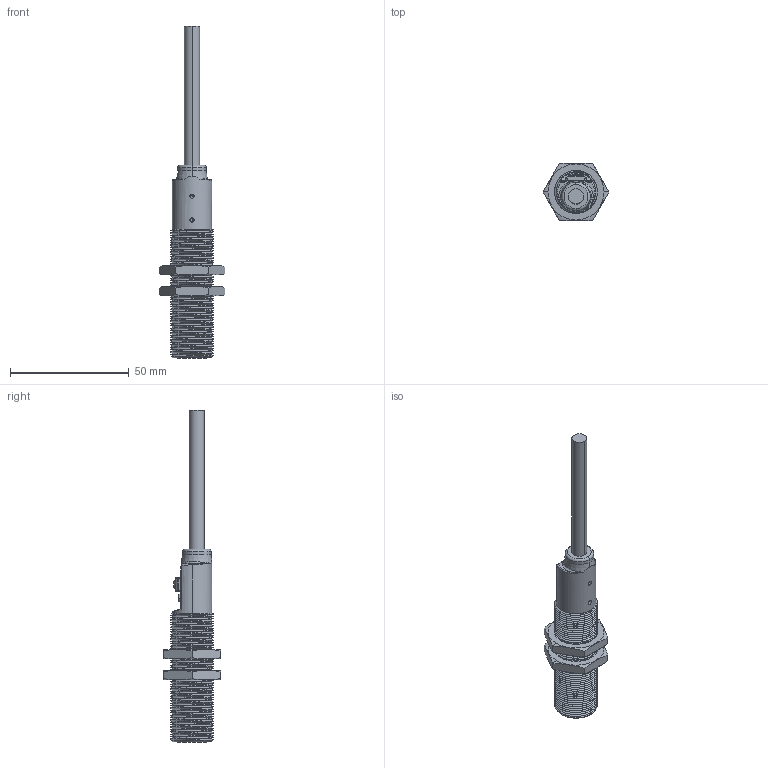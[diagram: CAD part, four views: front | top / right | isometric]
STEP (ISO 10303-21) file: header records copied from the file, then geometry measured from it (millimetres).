
FILE_DESCRIPTION((''),'2;1');
FILE_NAME('159655_ASM','2016-03-03T',('pdmadmin'),(''),'PRO/ENGINEER BY PARAMETRIC TECHNOLOGY CORPORATION, 2013230','PRO/ENGINEER BY PARAMETRIC TECHNOLOGY CORPORATION, 2013230','');
FILE_SCHEMA(('CONFIG_CONTROL_DESIGN'));
Products named in the file (14): 66980; 120634; 120630; 120772; 121351; 121316; 118653_AF0; 67463_AF0; 65020; 65019; 115456_ASM; CABLE_250; 49246; 159655_ASM
Assembly tree (14 placements, depth 3):
  159655_ASM
    66980
    120634
    120630
    120772
    121351
    121316
    118653_AF0
    67463_AF0
    115456_ASM
      65020
      65019
    CABLE_250
    49246  x2
Bounding box: 27.71 x 24.03 x 139.5 mm (x, y, z)
Volume: 10326.2 mm3; surface area: 18330.5 mm2
Topology: 13 solids, 15 shells, 597 faces, 1486 edges, 929 vertices
Faces by surface type: cylinder 253, plane 204, bspline 67, torus 40, cone 29, sphere 4
Entity records: 33282 total; most frequent: CARTESIAN_POINT 19891, ORIENTED_EDGE 2852, DIRECTION 2525, EDGE_CURVE 1428, AXIS2_PLACEMENT_3D 908, VERTEX_POINT 901, VECTOR 709, LINE 709
